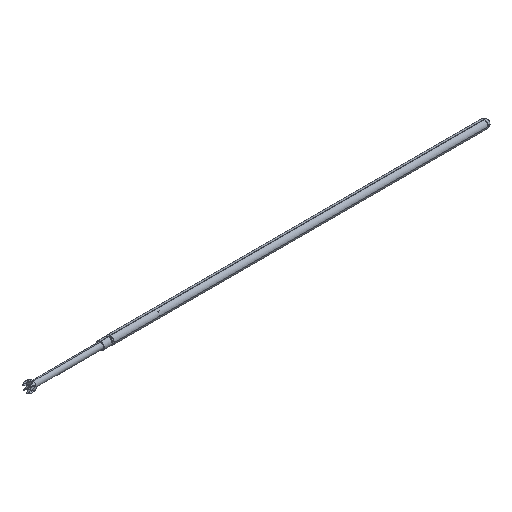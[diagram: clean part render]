
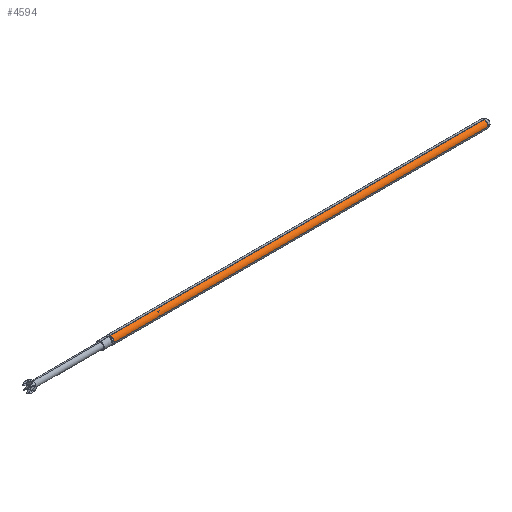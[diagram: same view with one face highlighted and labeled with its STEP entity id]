
A CAD part, isometric view. The second image highlights one B-rep face of the part: STEP entity #4594.
In plain terms, the highlighted cylindrical face has radius 0.391 mm (diameter 0.782 mm), a partial arc.
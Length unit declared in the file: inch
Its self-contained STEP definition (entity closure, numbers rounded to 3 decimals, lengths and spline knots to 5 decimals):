
#181 = EDGE_CURVE ( 'NONE', #3541, #3051, #667, .T. ) ;
#248 = CIRCLE ( 'NONE', #4015, 0.0154 ) ;
#300 = VERTEX_POINT ( 'NONE', #4884 ) ;
#609 = CARTESIAN_POINT ( 'NONE',  ( 1.41479, -0.0154, 0. ) ) ;
#617 = EDGE_CURVE ( 'NONE', #3051, #300, #3826, .T. ) ;
#667 = CIRCLE ( 'NONE', #784, 0.0154 ) ;
#784 = AXIS2_PLACEMENT_3D ( 'NONE', #5089, #5304, #4747 ) ;
#882 = CARTESIAN_POINT ( 'NONE',  ( 0.03556, 0., 0. ) ) ;
#1085 = CARTESIAN_POINT ( 'NONE',  ( 0.03556, -0.0154, 0. ) ) ;
#1372 = VECTOR ( 'NONE', #1584, 39.37008 ) ;
#1417 = FACE_OUTER_BOUND ( 'NONE', #3490, .T. ) ;
#1584 = DIRECTION ( 'NONE',  ( -1., 0., 0. ) ) ;
#2484 = DIRECTION ( 'NONE',  ( 1., 0., 0. ) ) ;
#2701 = CARTESIAN_POINT ( 'NONE',  ( 1.41479, 0., 0.0154 ) ) ;
#2749 = EDGE_CURVE ( 'NONE', #5107, #3541, #3670, .T. ) ;
#3002 = VECTOR ( 'NONE', #4129, 39.37008 ) ;
#3042 = CYLINDRICAL_SURFACE ( 'NONE', #6297, 0.0154 ) ;
#3051 = VERTEX_POINT ( 'NONE', #2701 ) ;
#3147 = CARTESIAN_POINT ( 'NONE',  ( 0., 0., 0. ) ) ;
#3232 = ORIENTED_EDGE ( 'NONE', *, *, #2749, .T. ) ;
#3490 = EDGE_LOOP ( 'NONE', ( #6643, #5866, #3728, #3232 ) ) ;
#3541 = VERTEX_POINT ( 'NONE', #609 ) ;
#3635 = CARTESIAN_POINT ( 'NONE',  ( 0., -0.0154, 0. ) ) ;
#3670 = LINE ( 'NONE', #3635, #3002 ) ;
#3728 = ORIENTED_EDGE ( 'NONE', *, *, #3938, .T. ) ;
#3826 = LINE ( 'NONE', #6461, #1372 ) ;
#3938 = EDGE_CURVE ( 'NONE', #300, #5107, #248, .T. ) ;
#4015 = AXIS2_PLACEMENT_3D ( 'NONE', #882, #2484, #4641 ) ;
#4129 = DIRECTION ( 'NONE',  ( 1., 0., 0. ) ) ;
#4203 = DIRECTION ( 'NONE',  ( -1., 0., 0. ) ) ;
#4594 = ADVANCED_FACE ( 'NONE', ( #1417 ), #3042, .T. ) ;
#4641 = DIRECTION ( 'NONE',  ( 0., 0., -1. ) ) ;
#4747 = DIRECTION ( 'NONE',  ( 0., 0., 1. ) ) ;
#4884 = CARTESIAN_POINT ( 'NONE',  ( 0.03556, 0., 0.0154 ) ) ;
#5089 = CARTESIAN_POINT ( 'NONE',  ( 1.41479, 0., 0. ) ) ;
#5107 = VERTEX_POINT ( 'NONE', #1085 ) ;
#5304 = DIRECTION ( 'NONE',  ( -1., 0., 0. ) ) ;
#5866 = ORIENTED_EDGE ( 'NONE', *, *, #617, .T. ) ;
#6297 = AXIS2_PLACEMENT_3D ( 'NONE', #3147, #4203, #6367 ) ;
#6367 = DIRECTION ( 'NONE',  ( 0., 0., 1. ) ) ;
#6461 = CARTESIAN_POINT ( 'NONE',  ( 0., 0., 0.0154 ) ) ;
#6643 = ORIENTED_EDGE ( 'NONE', *, *, #181, .T. ) ;
